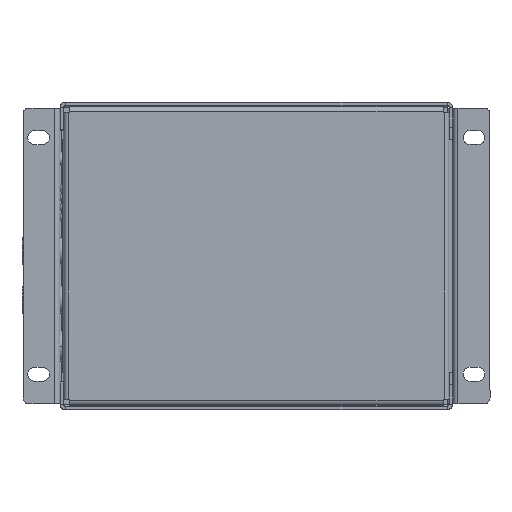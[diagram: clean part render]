
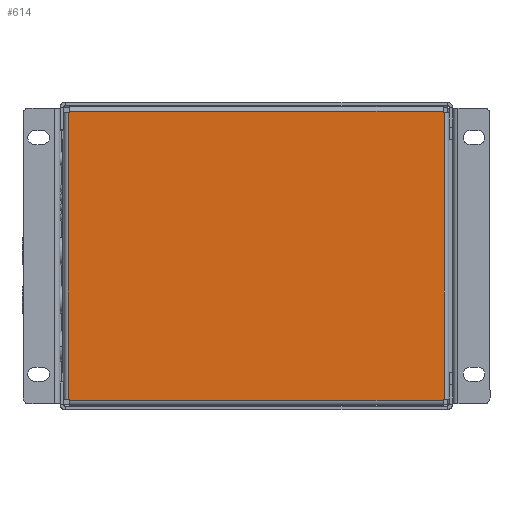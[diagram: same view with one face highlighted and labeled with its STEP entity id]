
A CAD part, top view. The second image highlights one B-rep face of the part: STEP entity #614.
In plain terms, the highlighted planar face has unit normal (0, 0, 1).
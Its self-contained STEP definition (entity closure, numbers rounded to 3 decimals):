
#603 = VERTEX_POINT ( 'NONE', #17753 ) ;
#604 = ORIENTED_EDGE ( 'NONE', *, *, #817, .T. ) ;
#614 = ADVANCED_FACE ( 'NONE', ( #17983 ), #17947, .T. ) ;
#615 = EDGE_LOOP ( 'NONE', ( #616, #855, #858, #824, #604, #819, #862, #865, #771, #736, #837, #780 ) ) ;
#616 = ORIENTED_EDGE ( 'NONE', *, *, #617, .T. ) ;
#617 = EDGE_CURVE ( 'NONE', #618, #854, #18102, .T. ) ;
#618 = VERTEX_POINT ( 'NONE', #18092 ) ;
#690 = EDGE_CURVE ( 'NONE', #618, #839, #42379, .T. ) ;
#735 = VERTEX_POINT ( 'NONE', #42514 ) ;
#736 = ORIENTED_EDGE ( 'NONE', *, *, #745, .F. ) ;
#745 = EDGE_CURVE ( 'NONE', #746, #735, #42551, .T. ) ;
#746 = VERTEX_POINT ( 'NONE', #42543 ) ;
#771 = ORIENTED_EDGE ( 'NONE', *, *, #772, .T. ) ;
#772 = EDGE_CURVE ( 'NONE', #779, #735, #42634, .T. ) ;
#773 = EDGE_CURVE ( 'NONE', #864, #779, #42626, .T. ) ;
#779 = VERTEX_POINT ( 'NONE', #42663 ) ;
#780 = ORIENTED_EDGE ( 'NONE', *, *, #690, .F. ) ;
#817 = EDGE_CURVE ( 'NONE', #603, #818, #42758, .T. ) ;
#818 = VERTEX_POINT ( 'NONE', #42754 ) ;
#819 = ORIENTED_EDGE ( 'NONE', *, *, #820, .F. ) ;
#820 = EDGE_CURVE ( 'NONE', #821, #818, #42753, .T. ) ;
#821 = VERTEX_POINT ( 'NONE', #42749 ) ;
#822 = EDGE_CURVE ( 'NONE', #857, #823, #42748, .T. ) ;
#823 = VERTEX_POINT ( 'NONE', #42744 ) ;
#824 = ORIENTED_EDGE ( 'NONE', *, *, #825, .F. ) ;
#825 = EDGE_CURVE ( 'NONE', #603, #823, #42743, .T. ) ;
#837 = ORIENTED_EDGE ( 'NONE', *, *, #838, .T. ) ;
#838 = EDGE_CURVE ( 'NONE', #746, #839, #42792, .T. ) ;
#839 = VERTEX_POINT ( 'NONE', #42788 ) ;
#854 = VERTEX_POINT ( 'NONE', #42832 ) ;
#855 = ORIENTED_EDGE ( 'NONE', *, *, #856, .T. ) ;
#856 = EDGE_CURVE ( 'NONE', #854, #857, #42831, .T. ) ;
#857 = VERTEX_POINT ( 'NONE', #42827 ) ;
#858 = ORIENTED_EDGE ( 'NONE', *, *, #822, .T. ) ;
#862 = ORIENTED_EDGE ( 'NONE', *, *, #863, .T. ) ;
#863 = EDGE_CURVE ( 'NONE', #821, #864, #42822, .T. ) ;
#864 = VERTEX_POINT ( 'NONE', #42818 ) ;
#865 = ORIENTED_EDGE ( 'NONE', *, *, #773, .T. ) ;
#17753 = CARTESIAN_POINT ( 'NONE',  ( -48.984, -37.876, 27.402 ) ) ;
#17932 = DIRECTION ( 'NONE',  ( 1., 0., 0. ) ) ;
#17934 = DIRECTION ( 'NONE',  ( 0., 0., 1. ) ) ;
#17936 = CARTESIAN_POINT ( 'NONE',  ( -48.984, 37.579, 27.402 ) ) ;
#17939 = AXIS2_PLACEMENT_3D ( 'NONE', #17936, #17934, #17932 ) ;
#17947 = PLANE ( 'NONE',  #17939 ) ;
#17983 = FACE_OUTER_BOUND ( 'NONE', #615, .T. ) ;
#18092 = CARTESIAN_POINT ( 'NONE',  ( -48.984, 37.479, 27.402 ) ) ;
#18095 = DIRECTION ( 'NONE',  ( -1., 0., 0. ) ) ;
#18097 = VECTOR ( 'NONE', #18095, 1000. ) ;
#18100 = CARTESIAN_POINT ( 'NONE',  ( -48.984, 37.479, 27.402 ) ) ;
#18102 = LINE ( 'NONE', #18100, #18097 ) ;
#42376 = DIRECTION ( 'NONE',  ( 0., 1., 0. ) ) ;
#42377 = VECTOR ( 'NONE', #42376, 1000. ) ;
#42378 = CARTESIAN_POINT ( 'NONE',  ( -48.984, 37.579, 27.402 ) ) ;
#42379 = LINE ( 'NONE', #42378, #42377 ) ;
#42514 = CARTESIAN_POINT ( 'NONE',  ( 48.933, 37.479, 27.402 ) ) ;
#42543 = CARTESIAN_POINT ( 'NONE',  ( 48.933, 37.851, 27.402 ) ) ;
#42544 = DIRECTION ( 'NONE',  ( 0., -1., 0. ) ) ;
#42545 = VECTOR ( 'NONE', #42544, 1000. ) ;
#42546 = CARTESIAN_POINT ( 'NONE',  ( 48.933, 37.579, 27.402 ) ) ;
#42551 = LINE ( 'NONE', #42546, #42545 ) ;
#42623 = DIRECTION ( 'NONE',  ( 0., 1., 0. ) ) ;
#42624 = VECTOR ( 'NONE', #42623, 1000. ) ;
#42625 = CARTESIAN_POINT ( 'NONE',  ( 49.205, -37.605, 27.402 ) ) ;
#42626 = LINE ( 'NONE', #42625, #42624 ) ;
#42627 = DIRECTION ( 'NONE',  ( -1., 0., 0. ) ) ;
#42628 = VECTOR ( 'NONE', #42627, 1000. ) ;
#42629 = CARTESIAN_POINT ( 'NONE',  ( -48.984, 37.479, 27.402 ) ) ;
#42634 = LINE ( 'NONE', #42629, #42628 ) ;
#42663 = CARTESIAN_POINT ( 'NONE',  ( 49.205, 37.479, 27.402 ) ) ;
#42740 = DIRECTION ( 'NONE',  ( 0., 1., 0. ) ) ;
#42741 = VECTOR ( 'NONE', #42740, 1000. ) ;
#42742 = CARTESIAN_POINT ( 'NONE',  ( -48.984, -37.605, 27.402 ) ) ;
#42743 = LINE ( 'NONE', #42742, #42741 ) ;
#42744 = CARTESIAN_POINT ( 'NONE',  ( -48.984, -37.504, 27.402 ) ) ;
#42745 = DIRECTION ( 'NONE',  ( 1., 0., 0. ) ) ;
#42746 = VECTOR ( 'NONE', #42745, 1000. ) ;
#42747 = CARTESIAN_POINT ( 'NONE',  ( -48.984, -37.504, 27.402 ) ) ;
#42748 = LINE ( 'NONE', #42747, #42746 ) ;
#42749 = CARTESIAN_POINT ( 'NONE',  ( 48.933, -37.504, 27.402 ) ) ;
#42750 = DIRECTION ( 'NONE',  ( 0., -1., 0. ) ) ;
#42751 = VECTOR ( 'NONE', #42750, 1000. ) ;
#42752 = CARTESIAN_POINT ( 'NONE',  ( 48.933, -37.605, 27.402 ) ) ;
#42753 = LINE ( 'NONE', #42752, #42751 ) ;
#42754 = CARTESIAN_POINT ( 'NONE',  ( 48.933, -37.876, 27.402 ) ) ;
#42755 = DIRECTION ( 'NONE',  ( 1., 0., 0. ) ) ;
#42756 = VECTOR ( 'NONE', #42755, 1000. ) ;
#42757 = CARTESIAN_POINT ( 'NONE',  ( -48.984, -37.876, 27.402 ) ) ;
#42758 = LINE ( 'NONE', #42757, #42756 ) ;
#42788 = CARTESIAN_POINT ( 'NONE',  ( -48.984, 37.851, 27.402 ) ) ;
#42789 = DIRECTION ( 'NONE',  ( -1., 0., 0. ) ) ;
#42790 = VECTOR ( 'NONE', #42789, 1000. ) ;
#42791 = CARTESIAN_POINT ( 'NONE',  ( 48.933, 37.851, 27.402 ) ) ;
#42792 = LINE ( 'NONE', #42791, #42790 ) ;
#42818 = CARTESIAN_POINT ( 'NONE',  ( 49.205, -37.504, 27.402 ) ) ;
#42819 = DIRECTION ( 'NONE',  ( 1., 0., 0. ) ) ;
#42820 = VECTOR ( 'NONE', #42819, 1000. ) ;
#42821 = CARTESIAN_POINT ( 'NONE',  ( -48.984, -37.504, 27.402 ) ) ;
#42822 = LINE ( 'NONE', #42821, #42820 ) ;
#42827 = CARTESIAN_POINT ( 'NONE',  ( -49.256, -37.504, 27.402 ) ) ;
#42828 = DIRECTION ( 'NONE',  ( 0., -1., 0. ) ) ;
#42829 = VECTOR ( 'NONE', #42828, 1000. ) ;
#42830 = CARTESIAN_POINT ( 'NONE',  ( -49.256, 37.579, 27.402 ) ) ;
#42831 = LINE ( 'NONE', #42830, #42829 ) ;
#42832 = CARTESIAN_POINT ( 'NONE',  ( -49.256, 37.479, 27.402 ) ) ;
